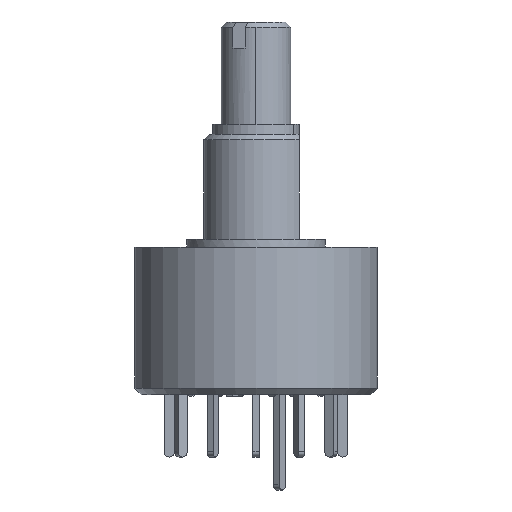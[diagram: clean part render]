
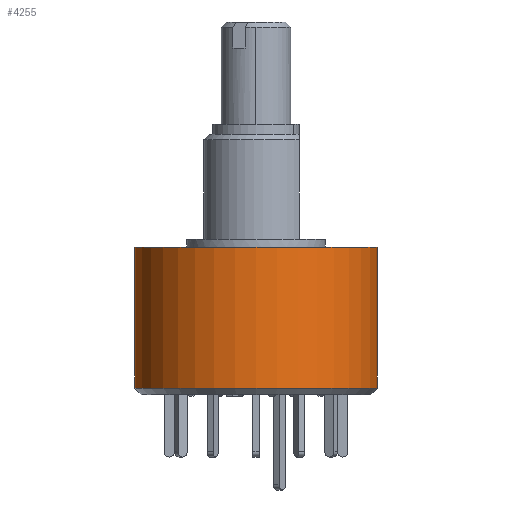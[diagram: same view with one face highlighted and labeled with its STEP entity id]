
A CAD part, left-side view. The second image highlights one B-rep face of the part: STEP entity #4255.
In plain terms, the highlighted cylindrical face has radius 7 mm (diameter 14 mm), a partial arc.
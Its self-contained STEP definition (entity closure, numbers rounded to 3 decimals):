
#595 = ORIENTED_EDGE ( 'NONE', *, *, #15379, .F. ) ;
#1707 = ORIENTED_EDGE ( 'NONE', *, *, #18204, .T. ) ;
#2126 = AXIS2_PLACEMENT_3D ( 'NONE', #12721, #15690, #17025 ) ;
#2200 = CARTESIAN_POINT ( 'NONE',  ( 0., -7., -0.45 ) ) ;
#2325 = DIRECTION ( 'NONE',  ( 0., 0., -1. ) ) ;
#2860 = CIRCLE ( 'NONE', #2126, 7. ) ;
#2990 = DIRECTION ( 'NONE',  ( 0., 0., -1. ) ) ;
#3307 = EDGE_CURVE ( 'NONE', #12476, #13353, #8955, .T. ) ;
#3507 = CARTESIAN_POINT ( 'NONE',  ( 0., 0., -8.574 ) ) ;
#3641 = DIRECTION ( 'NONE',  ( 0., -1., 0. ) ) ;
#4102 = ORIENTED_EDGE ( 'NONE', *, *, #7799, .T. ) ;
#4173 = CARTESIAN_POINT ( 'NONE',  ( 0., -7., -8.574 ) ) ;
#4255 = ADVANCED_FACE ( 'NONE', ( #5850 ), #13739, .T. ) ;
#4376 = CARTESIAN_POINT ( 'NONE',  ( 0., -7., -0.45 ) ) ;
#5076 = DIRECTION ( 'NONE',  ( 0., 0., 1. ) ) ;
#5850 = FACE_OUTER_BOUND ( 'NONE', #8936, .T. ) ;
#6991 = VECTOR ( 'NONE', #2325, 1000. ) ;
#7550 = VECTOR ( 'NONE', #2990, 1000. ) ;
#7724 = VERTEX_POINT ( 'NONE', #13855 ) ;
#7799 = EDGE_CURVE ( 'NONE', #7724, #8326, #17248, .T. ) ;
#8326 = VERTEX_POINT ( 'NONE', #11465 ) ;
#8513 = CIRCLE ( 'NONE', #18167, 7. ) ;
#8536 = AXIS2_PLACEMENT_3D ( 'NONE', #13005, #11487, #11669 ) ;
#8936 = EDGE_LOOP ( 'NONE', ( #19216, #595, #4102, #1707 ) ) ;
#8955 = LINE ( 'NONE', #4376, #7550 ) ;
#11465 = CARTESIAN_POINT ( 'NONE',  ( 0., 7., -8.574 ) ) ;
#11487 = DIRECTION ( 'NONE',  ( 0., 0., -1. ) ) ;
#11669 = DIRECTION ( 'NONE',  ( 0., 1., 0. ) ) ;
#12476 = VERTEX_POINT ( 'NONE', #2200 ) ;
#12721 = CARTESIAN_POINT ( 'NONE',  ( 0., 0., -0.45 ) ) ;
#13005 = CARTESIAN_POINT ( 'NONE',  ( 0., 0., -0.45 ) ) ;
#13353 = VERTEX_POINT ( 'NONE', #4173 ) ;
#13739 = CYLINDRICAL_SURFACE ( 'NONE', #8536, 7. ) ;
#13855 = CARTESIAN_POINT ( 'NONE',  ( 0., 7., -0.45 ) ) ;
#15379 = EDGE_CURVE ( 'NONE', #7724, #12476, #2860, .T. ) ;
#15690 = DIRECTION ( 'NONE',  ( 0., 0., 1. ) ) ;
#17025 = DIRECTION ( 'NONE',  ( 0., -1., 0. ) ) ;
#17248 = LINE ( 'NONE', #18472, #6991 ) ;
#18167 = AXIS2_PLACEMENT_3D ( 'NONE', #3507, #5076, #3641 ) ;
#18204 = EDGE_CURVE ( 'NONE', #8326, #13353, #8513, .T. ) ;
#18472 = CARTESIAN_POINT ( 'NONE',  ( 0., 7., -0.45 ) ) ;
#19216 = ORIENTED_EDGE ( 'NONE', *, *, #3307, .F. ) ;
